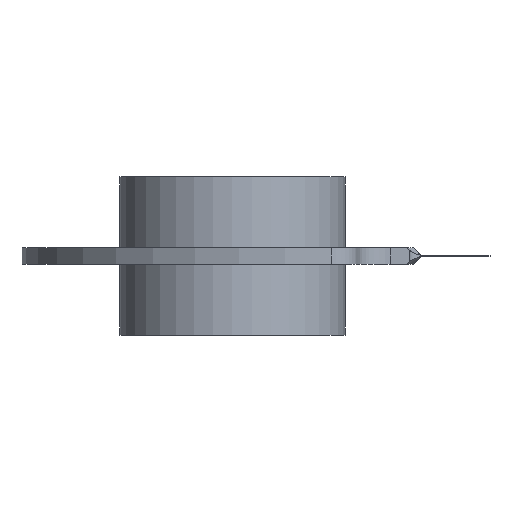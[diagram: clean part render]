
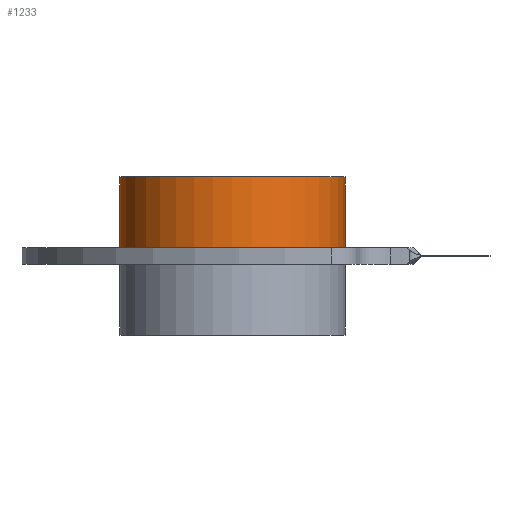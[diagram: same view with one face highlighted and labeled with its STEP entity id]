
A CAD part, left-side view. The second image highlights one B-rep face of the part: STEP entity #1233.
In plain terms, the highlighted cylindrical face has radius 3.5 mm (diameter 7 mm), a full revolution.
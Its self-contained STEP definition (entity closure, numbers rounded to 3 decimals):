
#61=CYLINDRICAL_SURFACE('',#1452,3.5);
#153=CIRCLE('',#1448,3.5);
#154=CIRCLE('',#1449,3.5);
#157=CIRCLE('',#1453,3.5);
#158=CIRCLE('',#1454,3.5);
#275=FACE_OUTER_BOUND('',#349,.T.);
#349=EDGE_LOOP('',(#1136,#1137,#1138,#1139,#1140,#1141));
#424=LINE('',#2317,#497);
#497=VECTOR('',#1809,3.5);
#625=VERTEX_POINT('',#2307);
#626=VERTEX_POINT('',#2308);
#629=VERTEX_POINT('',#2316);
#630=VERTEX_POINT('',#2318);
#796=EDGE_CURVE('',#625,#626,#153,.T.);
#797=EDGE_CURVE('',#626,#625,#154,.T.);
#800=EDGE_CURVE('',#626,#629,#424,.T.);
#801=EDGE_CURVE('',#630,#629,#157,.T.);
#802=EDGE_CURVE('',#629,#630,#158,.T.);
#1136=ORIENTED_EDGE('',*,*,#796,.T.);
#1137=ORIENTED_EDGE('',*,*,#800,.T.);
#1138=ORIENTED_EDGE('',*,*,#801,.F.);
#1139=ORIENTED_EDGE('',*,*,#802,.F.);
#1140=ORIENTED_EDGE('',*,*,#800,.F.);
#1141=ORIENTED_EDGE('',*,*,#797,.T.);
#1233=ADVANCED_FACE('',(#275),#61,.T.);
#1448=AXIS2_PLACEMENT_3D('',#2309,#1799,#1800);
#1449=AXIS2_PLACEMENT_3D('',#2310,#1801,#1802);
#1452=AXIS2_PLACEMENT_3D('',#2315,#1807,#1808);
#1453=AXIS2_PLACEMENT_3D('',#2319,#1810,#1811);
#1454=AXIS2_PLACEMENT_3D('',#2320,#1812,#1813);
#1799=DIRECTION('center_axis',(0.,1.,0.));
#1800=DIRECTION('ref_axis',(0.,0.,-1.));
#1801=DIRECTION('center_axis',(0.,1.,0.));
#1802=DIRECTION('ref_axis',(0.,0.,-1.));
#1807=DIRECTION('center_axis',(0.,-1.,0.));
#1808=DIRECTION('ref_axis',(0.,0.,1.));
#1809=DIRECTION('',(0.,1.,0.));
#1810=DIRECTION('center_axis',(0.,1.,0.));
#1811=DIRECTION('ref_axis',(0.,0.,-1.));
#1812=DIRECTION('center_axis',(0.,1.,0.));
#1813=DIRECTION('ref_axis',(0.,0.,-1.));
#2307=CARTESIAN_POINT('',(0.,-2.2,3.5));
#2308=CARTESIAN_POINT('',(0.,-2.2,-3.5));
#2309=CARTESIAN_POINT('Origin',(0.,-2.2,0.));
#2310=CARTESIAN_POINT('Origin',(0.,-2.2,0.));
#2315=CARTESIAN_POINT('Origin',(0.,0.11,0.));
#2316=CARTESIAN_POINT('',(0.,0.,-3.5));
#2317=CARTESIAN_POINT('',(0.,0.11,-3.5));
#2318=CARTESIAN_POINT('',(0.,0.,3.5));
#2319=CARTESIAN_POINT('Origin',(0.,0.,0.));
#2320=CARTESIAN_POINT('Origin',(0.,0.,0.));
